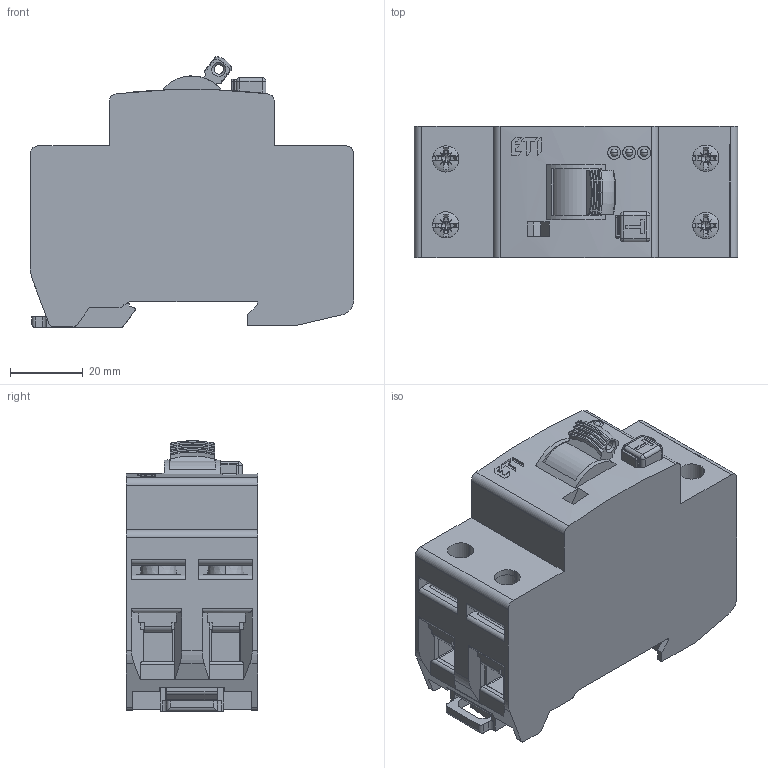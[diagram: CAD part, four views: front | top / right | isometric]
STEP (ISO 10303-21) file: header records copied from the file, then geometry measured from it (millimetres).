
FILE_DESCRIPTION((''),'2;1');
FILE_NAME('KZS-2M2P-EDI_ETI','2017-01-18T',('tadej.drnovsek'),('Audax d.o.o.'),'CREO PARAMETRIC BY PTC INC, 2015480','CREO PARAMETRIC BY PTC INC, 2015480','');
FILE_SCHEMA(('AUTOMOTIVE_DESIGN { 1 0 10303 214 1 1 1 1 }'));
Length unit declared in the file: millimetre
Products named in the file (1): KZS-2M2P-EDI_ETI
Bounding box: 88.65 x 36 x 74.18 mm (x, y, z)
Volume: 160594.3 mm3; surface area: 29539.5 mm2
Topology: 1 solids, 15 shells, 830 faces, 2450 edges, 1620 vertices
Faces by surface type: plane 525, cylinder 210, cone 52, torus 19, sphere 18, bspline 6
Entity records: 31802 total; most frequent: CARTESIAN_POINT 6571, ORIENTED_EDGE 4848, DIRECTION 4322, EDGE_CURVE 2432, VERTEX_POINT 1620, VECTOR 1464, LINE 1464, AXIS2_PLACEMENT_3D 1429
